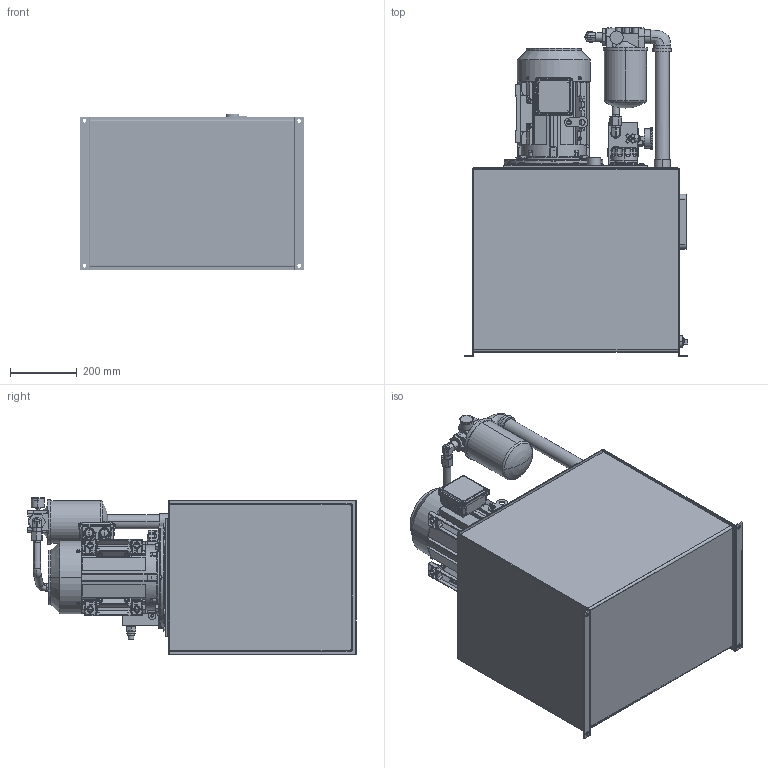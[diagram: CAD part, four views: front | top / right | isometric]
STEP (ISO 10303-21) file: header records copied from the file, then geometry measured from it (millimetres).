
FILE_DESCRIPTION (( 'STEP AP203' ), '1' );
FILE_NAME ('51060920005.step', '2024-03-06T20:21:06', ( '' ), ( '' ), 'SwSTEP 2.0', 'SolidWorks 2023', '' );
FILE_SCHEMA (( 'CONFIG_CONTROL_DESIGN' ));
Products named in the file (1): 51060920005
Bounding box: 670.56 x 987.04 x 468.69 mm (x, y, z)
Volume: 22469024.4 mm3; surface area: 5043709.9 mm2
Topology: 55 solids, 89 shells, 5496 faces, 13890 edges, 8902 vertices
Faces by surface type: plane 2738, cylinder 1675, bspline 600, cone 341, torus 123, sphere 19
Entity records: 212710 total; most frequent: CARTESIAN_POINT 82766, ORIENTED_EDGE 27676, DIRECTION 25800, EDGE_CURVE 13838, VERTEX_POINT 8901, AXIS2_PLACEMENT_3D 8887, VECTOR 8026, LINE 8026
